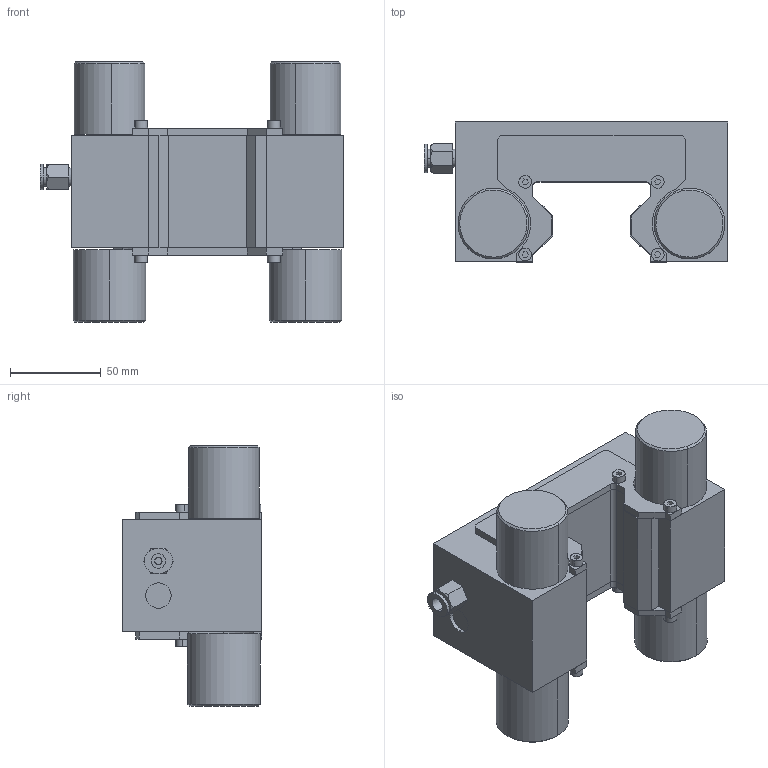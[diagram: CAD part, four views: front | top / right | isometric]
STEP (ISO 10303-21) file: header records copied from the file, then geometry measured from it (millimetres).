
FILE_DESCRIPTION (( 'STEP AP214' ), '1' );
FILE_NAME ('CPBS65R.STEP', '2017-01-21T02:40:35', ( 'Sky123.Org' ), ( 'Sky123.Org' ), 'SwSTEP 2.0', 'SolidWorks 2012', '' );
FILE_SCHEMA (( 'AUTOMOTIVE_DESIGN' ));
Length unit declared in the file: millimetre
Products named in the file (1): CPBS65R
Bounding box: 167 x 77 x 143.5 mm (x, y, z)
Volume: 785071.7 mm3; surface area: 117061.7 mm2
Topology: 19 solids, 19 shells, 390 faces, 902 edges, 562 vertices
Faces by surface type: plane 198, cylinder 114, cone 70, torus 6, bspline 2
Entity records: 15458 total; most frequent: CARTESIAN_POINT 1985, DIRECTION 1920, ORIENTED_EDGE 1756, EDGE_CURVE 878, AXIS2_PLACEMENT_3D 669, LINE 582, VECTOR 582, VERTEX_POINT 562
